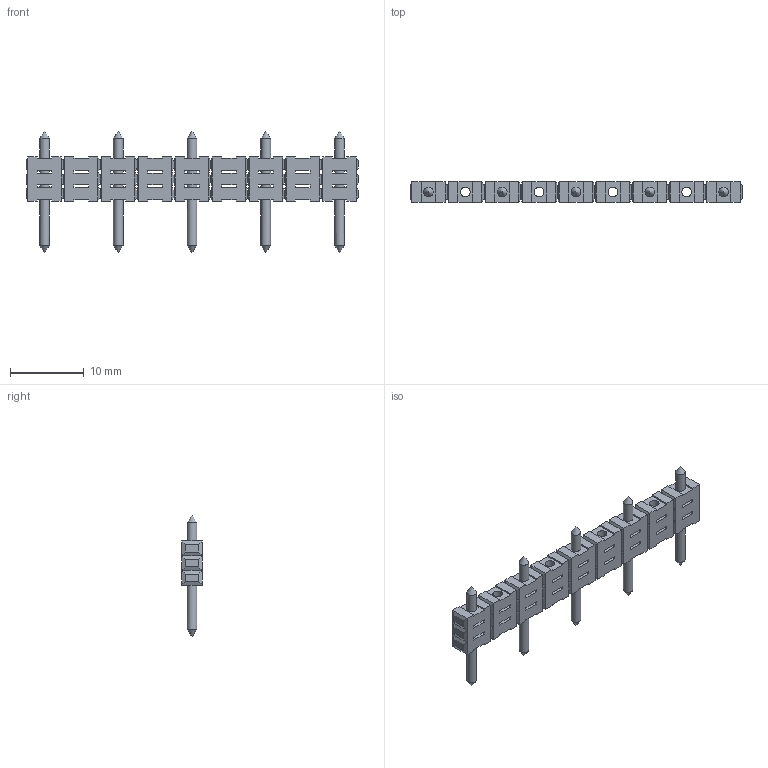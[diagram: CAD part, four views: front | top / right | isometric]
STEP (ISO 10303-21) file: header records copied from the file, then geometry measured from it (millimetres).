
FILE_DESCRIPTION(('STEP AP214'),'1');
FILE_NAME('PVST05-10.stp','2018-11-21T10:49:49',(' '),(' '),'Spatial InterOp 3D',' ',' ');
FILE_SCHEMA(('AUTOMOTIVE_DESIGN { 1 0 10303 214 1 1 1 1 }'));
Length unit declared in the file: metre
Products named in the file (1): 1
Bounding box: 45 x 2.8 x 16.5 mm (x, y, z)
Volume: 710.9 mm3; surface area: 1401.1 mm2
Topology: 1 solids, 1 shells, 444 faces, 1137 edges, 663 vertices
Faces by surface type: plane 402, cylinder 32, cone 10
Full cylindrical faces by diameter (mm): 1.3 x32
Entity records: 16045 total; most frequent: CARTESIAN_POINT 2119, ORIENTED_EDGE 2096, DIRECTION 2002, EDGE_CURVE 1048, LINE 984, VECTOR 984, VERTEX_POINT 626, EDGE_LOOP 566
